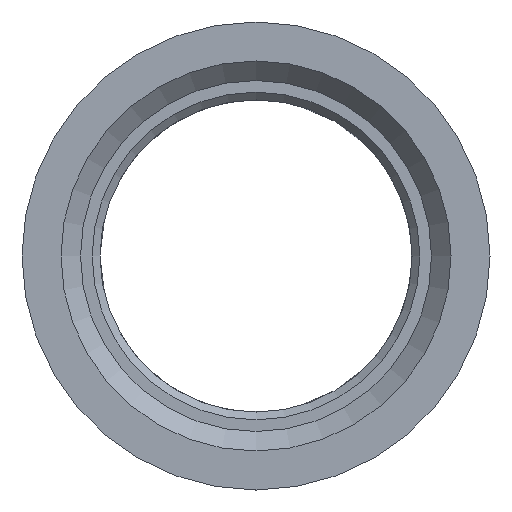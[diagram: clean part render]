
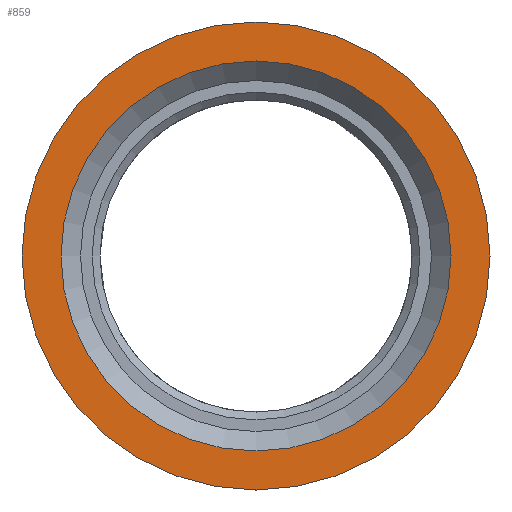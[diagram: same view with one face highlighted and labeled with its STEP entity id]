
A CAD part, front view. The second image highlights one B-rep face of the part: STEP entity #859.
In plain terms, the highlighted planar face has unit normal (0, -1, 0).
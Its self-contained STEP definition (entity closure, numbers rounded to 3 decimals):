
#18=PLANE('',#947);
#45=FACE_BOUND('',#189,.T.);
#133=FACE_OUTER_BOUND('',#188,.T.);
#188=EDGE_LOOP('',(#633,#634));
#189=EDGE_LOOP('',(#635));
#325=CIRCLE('',#944,5.);
#327=CIRCLE('',#948,6.);
#328=CIRCLE('',#949,6.);
#395=VERTEX_POINT('',#1622);
#397=VERTEX_POINT('',#1630);
#398=VERTEX_POINT('',#1631);
#489=EDGE_CURVE('',#395,#395,#325,.T.);
#493=EDGE_CURVE('',#397,#398,#327,.T.);
#494=EDGE_CURVE('',#398,#397,#328,.T.);
#633=ORIENTED_EDGE('',*,*,#493,.T.);
#634=ORIENTED_EDGE('',*,*,#494,.T.);
#635=ORIENTED_EDGE('',*,*,#489,.F.);
#859=ADVANCED_FACE('',(#133,#45),#18,.T.);
#944=AXIS2_PLACEMENT_3D('',#1623,#1088,#1089);
#947=AXIS2_PLACEMENT_3D('',#1629,#1096,#1097);
#948=AXIS2_PLACEMENT_3D('',#1632,#1098,#1099);
#949=AXIS2_PLACEMENT_3D('',#1633,#1100,#1101);
#1088=DIRECTION('center_axis',(0.,-1.,0.));
#1089=DIRECTION('ref_axis',(-1.,0.,0.));
#1096=DIRECTION('center_axis',(0.,-1.,0.));
#1097=DIRECTION('ref_axis',(0.,0.,-1.));
#1098=DIRECTION('center_axis',(0.,-1.,0.));
#1099=DIRECTION('ref_axis',(1.,0.,0.));
#1100=DIRECTION('center_axis',(0.,-1.,0.));
#1101=DIRECTION('ref_axis',(1.,0.,0.));
#1622=CARTESIAN_POINT('',(5.,-27.,0.));
#1623=CARTESIAN_POINT('Origin',(0.,-27.,0.));
#1629=CARTESIAN_POINT('Origin',(0.,-27.,0.));
#1630=CARTESIAN_POINT('',(6.,-27.,0.));
#1631=CARTESIAN_POINT('',(-6.,-27.,0.));
#1632=CARTESIAN_POINT('Origin',(0.,-27.,0.));
#1633=CARTESIAN_POINT('Origin',(0.,-27.,0.));
